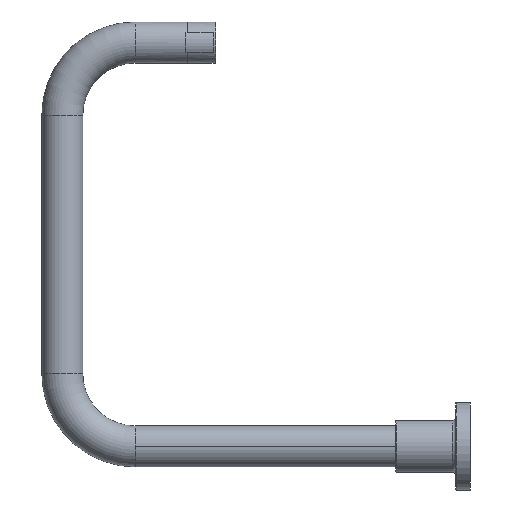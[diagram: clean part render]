
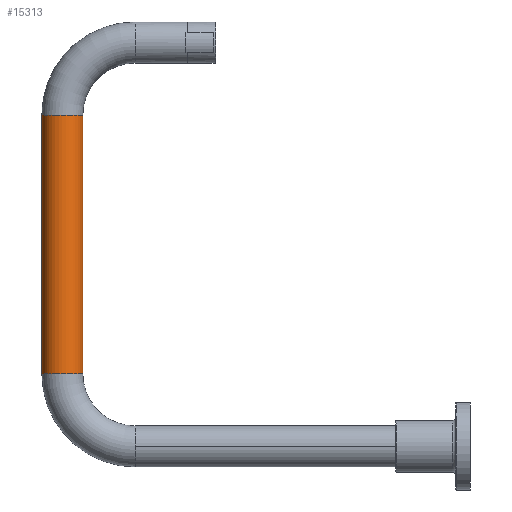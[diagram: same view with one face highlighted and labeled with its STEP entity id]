
A CAD part, left-side view. The second image highlights one B-rep face of the part: STEP entity #15313.
In plain terms, the highlighted cylindrical face has radius 12.7 mm (diameter 25.4 mm), a partial arc.
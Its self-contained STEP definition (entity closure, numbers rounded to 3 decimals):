
#104 = ORIENTED_EDGE ( 'NONE', *, *, #18160, .T. ) ;
#264 = DIRECTION ( 'NONE',  ( 0.002, 0., 1. ) ) ;
#822 = CARTESIAN_POINT ( 'NONE',  ( 0.104, 252., 45. ) ) ;
#947 = AXIS2_PLACEMENT_3D ( 'NONE', #14220, #4701, #15862 ) ;
#963 = DIRECTION ( 'NONE',  ( 0., -1., 0. ) ) ;
#1025 = LINE ( 'NONE', #20065, #13286 ) ;
#1181 = CARTESIAN_POINT ( 'NONE',  ( 0.104, 239.3, 45. ) ) ;
#2747 = CARTESIAN_POINT ( 'NONE',  ( 0.104, 264.7, 45. ) ) ;
#3557 = ORIENTED_EDGE ( 'NONE', *, *, #8403, .F. ) ;
#3960 = EDGE_CURVE ( 'NONE', #14216, #18610, #1025, .T. ) ;
#4112 = DIRECTION ( 'NONE',  ( 0.002, 0., 1. ) ) ;
#4435 = LINE ( 'NONE', #1181, #20434 ) ;
#4701 = DIRECTION ( 'NONE',  ( 0.002, 0., 1. ) ) ;
#4923 = AXIS2_PLACEMENT_3D ( 'NONE', #9871, #264, #11477 ) ;
#6074 = DIRECTION ( 'NONE',  ( 0.002, 0., 1. ) ) ;
#6374 = CYLINDRICAL_SURFACE ( 'NONE', #18518, 12.7 ) ;
#6416 = ORIENTED_EDGE ( 'NONE', *, *, #17875, .T. ) ;
#7991 = CARTESIAN_POINT ( 'NONE',  ( 0.476, 239.3, 204.999 ) ) ;
#8382 = FACE_OUTER_BOUND ( 'NONE', #17183, .T. ) ;
#8403 = EDGE_CURVE ( 'NONE', #18610, #17780, #13419, .T. ) ;
#9871 = CARTESIAN_POINT ( 'NONE',  ( 0.104, 252., 45. ) ) ;
#10502 = DIRECTION ( 'NONE',  ( 0.002, 0., 1. ) ) ;
#11477 = DIRECTION ( 'NONE',  ( 1., 0., -0.002 ) ) ;
#13286 = VECTOR ( 'NONE', #10502, 1000. ) ;
#13419 = CIRCLE ( 'NONE', #947, 12.7 ) ;
#14216 = VERTEX_POINT ( 'NONE', #2747 ) ;
#14220 = CARTESIAN_POINT ( 'NONE',  ( 0.476, 252., 204.999 ) ) ;
#15213 = CIRCLE ( 'NONE', #4923, 12.7 ) ;
#15313 = ADVANCED_FACE ( 'NONE', ( #8382 ), #6374, .T. ) ;
#15334 = VERTEX_POINT ( 'NONE', #16992 ) ;
#15862 = DIRECTION ( 'NONE',  ( 1., 0., -0.002 ) ) ;
#16992 = CARTESIAN_POINT ( 'NONE',  ( 0.104, 239.3, 45. ) ) ;
#17183 = EDGE_LOOP ( 'NONE', ( #18728, #6416, #104, #3557 ) ) ;
#17191 = CARTESIAN_POINT ( 'NONE',  ( 0.476, 264.7, 204.999 ) ) ;
#17780 = VERTEX_POINT ( 'NONE', #7991 ) ;
#17875 = EDGE_CURVE ( 'NONE', #14216, #15334, #15213, .T. ) ;
#18160 = EDGE_CURVE ( 'NONE', #15334, #17780, #4435, .T. ) ;
#18518 = AXIS2_PLACEMENT_3D ( 'NONE', #822, #4112, #963 ) ;
#18610 = VERTEX_POINT ( 'NONE', #17191 ) ;
#18728 = ORIENTED_EDGE ( 'NONE', *, *, #3960, .F. ) ;
#20065 = CARTESIAN_POINT ( 'NONE',  ( 0.104, 264.7, 45. ) ) ;
#20434 = VECTOR ( 'NONE', #6074, 1000. ) ;
